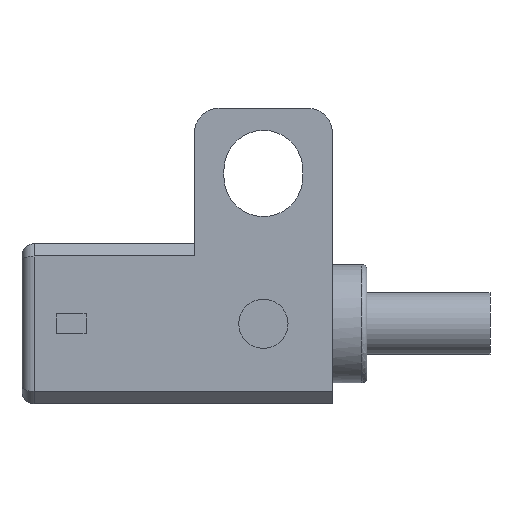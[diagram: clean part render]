
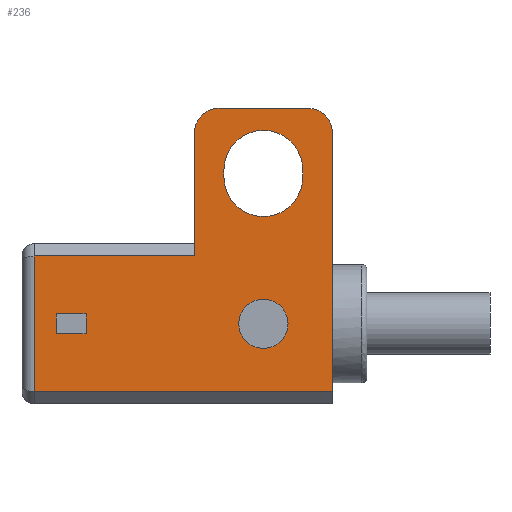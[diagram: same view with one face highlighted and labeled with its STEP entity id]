
A CAD part, left-side view. The second image highlights one B-rep face of the part: STEP entity #236.
In plain terms, the highlighted planar face has unit normal (-1, 0, 0).
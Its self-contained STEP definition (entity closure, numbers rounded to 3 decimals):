
#138=CIRCLE('',#1642,1.);
#139=CIRCLE('',#1643,1.);
#140=CIRCLE('',#1644,1.);
#141=CIRCLE('',#1645,1.6);
#142=CIRCLE('',#1646,1.6);
#236=ADVANCED_FACE('',(#383,#384,#385,#386),#321,.F.);
#321=PLANE('',#1647);
#383=FACE_BOUND('',#410,.T.);
#384=FACE_BOUND('',#411,.T.);
#385=FACE_BOUND('',#412,.T.);
#386=FACE_BOUND('',#413,.T.);
#410=EDGE_LOOP('',(#580,#581,#582,#583));
#411=EDGE_LOOP('',(#584,#585,#586,#587,#588,#589,#590,#591));
#412=EDGE_LOOP('',(#592));
#413=EDGE_LOOP('',(#593,#594,#595,#596));
#580=ORIENTED_EDGE('',*,*,#1136,.T.);
#581=ORIENTED_EDGE('',*,*,#1137,.T.);
#582=ORIENTED_EDGE('',*,*,#1138,.T.);
#583=ORIENTED_EDGE('',*,*,#1139,.T.);
#584=ORIENTED_EDGE('',*,*,#1140,.T.);
#585=ORIENTED_EDGE('',*,*,#1141,.T.);
#586=ORIENTED_EDGE('',*,*,#1142,.T.);
#587=ORIENTED_EDGE('',*,*,#1143,.F.);
#588=ORIENTED_EDGE('',*,*,#1144,.T.);
#589=ORIENTED_EDGE('',*,*,#1145,.T.);
#590=ORIENTED_EDGE('',*,*,#1146,.T.);
#591=ORIENTED_EDGE('',*,*,#1147,.T.);
#592=ORIENTED_EDGE('',*,*,#1148,.F.);
#593=ORIENTED_EDGE('',*,*,#1149,.F.);
#594=ORIENTED_EDGE('',*,*,#1150,.F.);
#595=ORIENTED_EDGE('',*,*,#1151,.F.);
#596=ORIENTED_EDGE('',*,*,#1152,.F.);
#992=VERTEX_POINT('',#2329);
#993=VERTEX_POINT('',#2330);
#994=VERTEX_POINT('',#2332);
#995=VERTEX_POINT('',#2334);
#996=VERTEX_POINT('',#2337);
#997=VERTEX_POINT('',#2338);
#998=VERTEX_POINT('',#2340);
#999=VERTEX_POINT('',#2342);
#1000=VERTEX_POINT('',#2344);
#1001=VERTEX_POINT('',#2346);
#1002=VERTEX_POINT('',#2348);
#1003=VERTEX_POINT('',#2350);
#1004=VERTEX_POINT('',#2353);
#1005=VERTEX_POINT('',#2355);
#1006=VERTEX_POINT('',#2356);
#1007=VERTEX_POINT('',#2358);
#1008=VERTEX_POINT('',#2360);
#1136=EDGE_CURVE('',#992,#993,#1345,.T.);
#1137=EDGE_CURVE('',#993,#994,#1346,.T.);
#1138=EDGE_CURVE('',#994,#995,#1347,.T.);
#1139=EDGE_CURVE('',#995,#992,#1348,.T.);
#1140=EDGE_CURVE('',#996,#997,#1349,.T.);
#1141=EDGE_CURVE('',#997,#998,#1350,.T.);
#1142=EDGE_CURVE('',#998,#999,#1351,.T.);
#1143=EDGE_CURVE('',#1000,#999,#1352,.T.);
#1144=EDGE_CURVE('',#1000,#1001,#138,.T.);
#1145=EDGE_CURVE('',#1001,#1002,#1353,.T.);
#1146=EDGE_CURVE('',#1002,#1003,#139,.T.);
#1147=EDGE_CURVE('',#1003,#996,#1354,.T.);
#1148=EDGE_CURVE('',#1004,#1004,#140,.T.);
#1149=EDGE_CURVE('',#1005,#1006,#1355,.T.);
#1150=EDGE_CURVE('',#1007,#1005,#141,.T.);
#1151=EDGE_CURVE('',#1008,#1007,#1356,.T.);
#1152=EDGE_CURVE('',#1006,#1008,#142,.T.);
#1345=LINE('',#2328,#1525);
#1346=LINE('',#2331,#1526);
#1347=LINE('',#2333,#1527);
#1348=LINE('',#2335,#1528);
#1349=LINE('',#2336,#1529);
#1350=LINE('',#2339,#1530);
#1351=LINE('',#2341,#1531);
#1352=LINE('',#2343,#1532);
#1353=LINE('',#2347,#1533);
#1354=LINE('',#2351,#1534);
#1355=LINE('',#2354,#1535);
#1356=LINE('',#2359,#1536);
#1525=VECTOR('',#1850,1.);
#1526=VECTOR('',#1851,1.);
#1527=VECTOR('',#1852,1.);
#1528=VECTOR('',#1853,1.);
#1529=VECTOR('',#1854,1.);
#1530=VECTOR('',#1855,1.);
#1531=VECTOR('',#1856,1.);
#1532=VECTOR('',#1857,1.);
#1533=VECTOR('',#1860,1.);
#1534=VECTOR('',#1863,1.);
#1535=VECTOR('',#1866,1.);
#1536=VECTOR('',#1869,1.);
#1642=AXIS2_PLACEMENT_3D('',#2345,#1858,#1859);
#1643=AXIS2_PLACEMENT_3D('',#2349,#1861,#1862);
#1644=AXIS2_PLACEMENT_3D('',#2352,#1864,#1865);
#1645=AXIS2_PLACEMENT_3D('',#2357,#1867,#1868);
#1646=AXIS2_PLACEMENT_3D('',#2361,#1870,#1871);
#1647=AXIS2_PLACEMENT_3D('',#2362,#1872,#1873);
#1850=DIRECTION('',(0.,-1.,0.));
#1851=DIRECTION('',(0.,0.,-1.));
#1852=DIRECTION('',(0.,1.,0.));
#1853=DIRECTION('',(0.,0.,1.));
#1854=DIRECTION('',(0.,1.,0.));
#1855=DIRECTION('',(0.,0.,-1.));
#1856=DIRECTION('',(0.,-1.,0.));
#1857=DIRECTION('',(0.,0.,-1.));
#1858=DIRECTION('',(-1.,0.,0.));
#1859=DIRECTION('',(0.,0.,-1.));
#1860=DIRECTION('',(0.,1.,0.));
#1861=DIRECTION('',(-1.,0.,0.));
#1862=DIRECTION('',(0.,0.,-1.));
#1863=DIRECTION('',(0.,0.,-1.));
#1864=DIRECTION('',(-1.,0.,0.));
#1865=DIRECTION('',(0.,-1.,0.));
#1866=DIRECTION('',(0.,0.,1.));
#1867=DIRECTION('',(-1.,0.,0.));
#1868=DIRECTION('',(0.,-1.,0.));
#1869=DIRECTION('',(0.,0.,-1.));
#1870=DIRECTION('',(-1.,0.,0.));
#1871=DIRECTION('',(0.,-1.,0.));
#1872=DIRECTION('',(1.,0.,0.));
#1873=DIRECTION('',(0.,0.,-1.));
#2328=CARTESIAN_POINT('',(-6.85,10.,3.65));
#2329=CARTESIAN_POINT('',(-6.85,10.6,3.65));
#2330=CARTESIAN_POINT('',(-6.85,9.4,3.65));
#2331=CARTESIAN_POINT('',(-6.85,9.4,3.65));
#2332=CARTESIAN_POINT('',(-6.85,9.4,2.85));
#2333=CARTESIAN_POINT('',(-6.85,10.,2.85));
#2334=CARTESIAN_POINT('',(-6.85,10.6,2.85));
#2335=CARTESIAN_POINT('',(-6.85,10.6,2.85));
#2336=CARTESIAN_POINT('',(-6.85,12.,6.));
#2337=CARTESIAN_POINT('',(-6.85,5.,6.));
#2338=CARTESIAN_POINT('',(-6.85,11.5,6.));
#2339=CARTESIAN_POINT('',(-6.85,11.5,6.5));
#2340=CARTESIAN_POINT('',(-6.85,11.5,0.5));
#2341=CARTESIAN_POINT('',(-6.85,12.,0.5));
#2342=CARTESIAN_POINT('',(-6.85,-0.6,0.5));
#2343=CARTESIAN_POINT('',(-6.85,-0.6,12.));
#2344=CARTESIAN_POINT('',(-6.85,-0.6,11.));
#2345=CARTESIAN_POINT('',(-6.85,0.4,11.));
#2346=CARTESIAN_POINT('',(-6.85,0.4,12.));
#2347=CARTESIAN_POINT('',(-6.85,0.,12.));
#2348=CARTESIAN_POINT('',(-6.85,4.,12.));
#2349=CARTESIAN_POINT('',(-6.85,4.,11.));
#2350=CARTESIAN_POINT('',(-6.85,5.,11.));
#2351=CARTESIAN_POINT('',(-6.85,5.,12.));
#2352=CARTESIAN_POINT('',(-6.85,2.2,3.25));
#2353=CARTESIAN_POINT('',(-6.85,1.2,3.25));
#2354=CARTESIAN_POINT('',(-6.85,0.6,9.2));
#2355=CARTESIAN_POINT('',(-6.85,0.6,9.2));
#2356=CARTESIAN_POINT('',(-6.85,0.6,9.5));
#2357=CARTESIAN_POINT('',(-6.85,2.2,9.2));
#2358=CARTESIAN_POINT('',(-6.85,3.8,9.2));
#2359=CARTESIAN_POINT('',(-6.85,3.8,9.5));
#2360=CARTESIAN_POINT('',(-6.85,3.8,9.5));
#2361=CARTESIAN_POINT('',(-6.85,2.2,9.5));
#2362=CARTESIAN_POINT('',(-6.85,12.,6.5));
